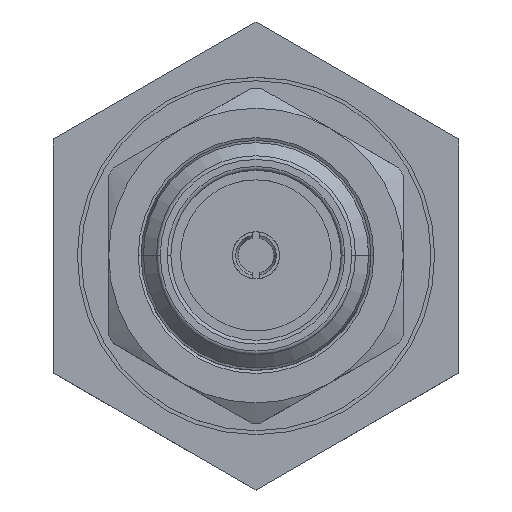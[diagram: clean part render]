
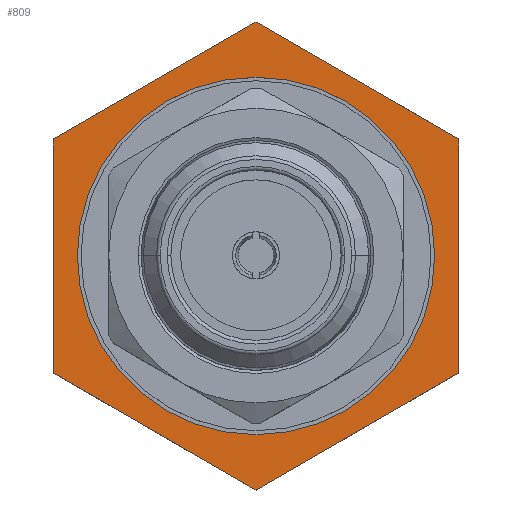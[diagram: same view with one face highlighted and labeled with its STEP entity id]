
A CAD part, top view. The second image highlights one B-rep face of the part: STEP entity #809.
In plain terms, the highlighted planar face has unit normal (0, 0, 1).
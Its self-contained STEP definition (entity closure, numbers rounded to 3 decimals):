
#567 = LINE ( 'NONE', #3966, #2293 ) ;
#645 = ORIENTED_EDGE ( 'NONE', *, *, #724, .T. ) ;
#724 = EDGE_CURVE ( 'NONE', #1831, #3569, #4067, .T. ) ;
#809 = ADVANCED_FACE ( 'NONE', ( #7113, #5375 ), #7205, .F. ) ;
#1155 = LINE ( 'NONE', #3404, #6120 ) ;
#1464 = DIRECTION ( 'NONE',  ( 0., 0., 1. ) ) ;
#1687 = VECTOR ( 'NONE', #5934, 1000. ) ;
#1707 = EDGE_CURVE ( 'NONE', #3569, #3851, #6870, .T. ) ;
#1786 = ORIENTED_EDGE ( 'NONE', *, *, #5513, .T. ) ;
#1831 = VERTEX_POINT ( 'NONE', #5361 ) ;
#2033 = CARTESIAN_POINT ( 'NONE',  ( 0., 4.85, -11. ) ) ;
#2067 = CARTESIAN_POINT ( 'NONE',  ( 4.85, 0., -11. ) ) ;
#2122 = CARTESIAN_POINT ( 'NONE',  ( -5.5, 3.175, -11. ) ) ;
#2192 = CARTESIAN_POINT ( 'NONE',  ( -5.5, 3.175, -11. ) ) ;
#2239 = EDGE_LOOP ( 'NONE', ( #1786, #7118, #7920, #3836, #645, #2653 ) ) ;
#2293 = VECTOR ( 'NONE', #7862, 1000. ) ;
#2653 = ORIENTED_EDGE ( 'NONE', *, *, #1707, .T. ) ;
#2678 = AXIS2_PLACEMENT_3D ( 'NONE', #2033, #6566, #2691 ) ;
#2691 = DIRECTION ( 'NONE',  ( -1., 0., 0. ) ) ;
#2750 = DIRECTION ( 'NONE',  ( 0., 0., 1. ) ) ;
#3004 = CARTESIAN_POINT ( 'NONE',  ( 0., 6.351, -11. ) ) ;
#3101 = DIRECTION ( 'NONE',  ( -0.866, -0.5, 0. ) ) ;
#3115 = VERTEX_POINT ( 'NONE', #7476 ) ;
#3170 = CARTESIAN_POINT ( 'NONE',  ( 5.5, 3.175, -11. ) ) ;
#3283 = CIRCLE ( 'NONE', #7831, 4.85 ) ;
#3404 = CARTESIAN_POINT ( 'NONE',  ( 5.5, 3.175, -11. ) ) ;
#3569 = VERTEX_POINT ( 'NONE', #6796 ) ;
#3706 = VERTEX_POINT ( 'NONE', #4383 ) ;
#3825 = CIRCLE ( 'NONE', #6017, 4.85 ) ;
#3836 = ORIENTED_EDGE ( 'NONE', *, *, #7121, .T. ) ;
#3851 = VERTEX_POINT ( 'NONE', #3170 ) ;
#3966 = CARTESIAN_POINT ( 'NONE',  ( -5.5, -3.175, -11. ) ) ;
#4067 = LINE ( 'NONE', #7140, #5593 ) ;
#4273 = EDGE_CURVE ( 'NONE', #3115, #4669, #3825, .T. ) ;
#4383 = CARTESIAN_POINT ( 'NONE',  ( -5.5, -3.175, -11. ) ) ;
#4503 = DIRECTION ( 'NONE',  ( 0.866, 0.5, 0. ) ) ;
#4669 = VERTEX_POINT ( 'NONE', #2067 ) ;
#4755 = VERTEX_POINT ( 'NONE', #2192 ) ;
#4818 = ORIENTED_EDGE ( 'NONE', *, *, #4273, .F. ) ;
#4993 = LINE ( 'NONE', #2122, #6511 ) ;
#5211 = EDGE_CURVE ( 'NONE', #4669, #3115, #3283, .T. ) ;
#5271 = CARTESIAN_POINT ( 'NONE',  ( 5.5, 3.175, -11. ) ) ;
#5331 = CARTESIAN_POINT ( 'NONE',  ( 0., 0., -11. ) ) ;
#5361 = CARTESIAN_POINT ( 'NONE',  ( 0., -6.351, -11. ) ) ;
#5375 = FACE_OUTER_BOUND ( 'NONE', #2239, .T. ) ;
#5513 = EDGE_CURVE ( 'NONE', #3851, #7836, #1155, .T. ) ;
#5593 = VECTOR ( 'NONE', #4503, 1000. ) ;
#5596 = EDGE_LOOP ( 'NONE', ( #8028, #4818 ) ) ;
#5934 = DIRECTION ( 'NONE',  ( 0., 1., 0. ) ) ;
#5996 = DIRECTION ( 'NONE',  ( 1., 0., 0. ) ) ;
#6017 = AXIS2_PLACEMENT_3D ( 'NONE', #6632, #2750, #7297 ) ;
#6120 = VECTOR ( 'NONE', #6623, 1000. ) ;
#6214 = EDGE_CURVE ( 'NONE', #7836, #4755, #8318, .T. ) ;
#6289 = CARTESIAN_POINT ( 'NONE',  ( -5.5, 3.175, -11. ) ) ;
#6382 = VECTOR ( 'NONE', #3101, 1000. ) ;
#6511 = VECTOR ( 'NONE', #6664, 1000. ) ;
#6566 = DIRECTION ( 'NONE',  ( 0., 0., -1. ) ) ;
#6623 = DIRECTION ( 'NONE',  ( -0.866, 0.5, 0. ) ) ;
#6632 = CARTESIAN_POINT ( 'NONE',  ( 0., 0., -11. ) ) ;
#6664 = DIRECTION ( 'NONE',  ( 0., -1., 0. ) ) ;
#6796 = CARTESIAN_POINT ( 'NONE',  ( 5.5, -3.175, -11. ) ) ;
#6859 = EDGE_CURVE ( 'NONE', #4755, #3706, #4993, .T. ) ;
#6870 = LINE ( 'NONE', #5271, #1687 ) ;
#7113 = FACE_BOUND ( 'NONE', #5596, .T. ) ;
#7118 = ORIENTED_EDGE ( 'NONE', *, *, #6214, .T. ) ;
#7121 = EDGE_CURVE ( 'NONE', #3706, #1831, #567, .T. ) ;
#7140 = CARTESIAN_POINT ( 'NONE',  ( 5.5, -3.175, -11. ) ) ;
#7205 = PLANE ( 'NONE',  #2678 ) ;
#7297 = DIRECTION ( 'NONE',  ( 1., 0., 0. ) ) ;
#7476 = CARTESIAN_POINT ( 'NONE',  ( -4.85, 0., -11. ) ) ;
#7831 = AXIS2_PLACEMENT_3D ( 'NONE', #5331, #1464, #5996 ) ;
#7836 = VERTEX_POINT ( 'NONE', #3004 ) ;
#7862 = DIRECTION ( 'NONE',  ( 0.866, -0.5, 0. ) ) ;
#7920 = ORIENTED_EDGE ( 'NONE', *, *, #6859, .T. ) ;
#8028 = ORIENTED_EDGE ( 'NONE', *, *, #5211, .F. ) ;
#8318 = LINE ( 'NONE', #6289, #6382 ) ;
